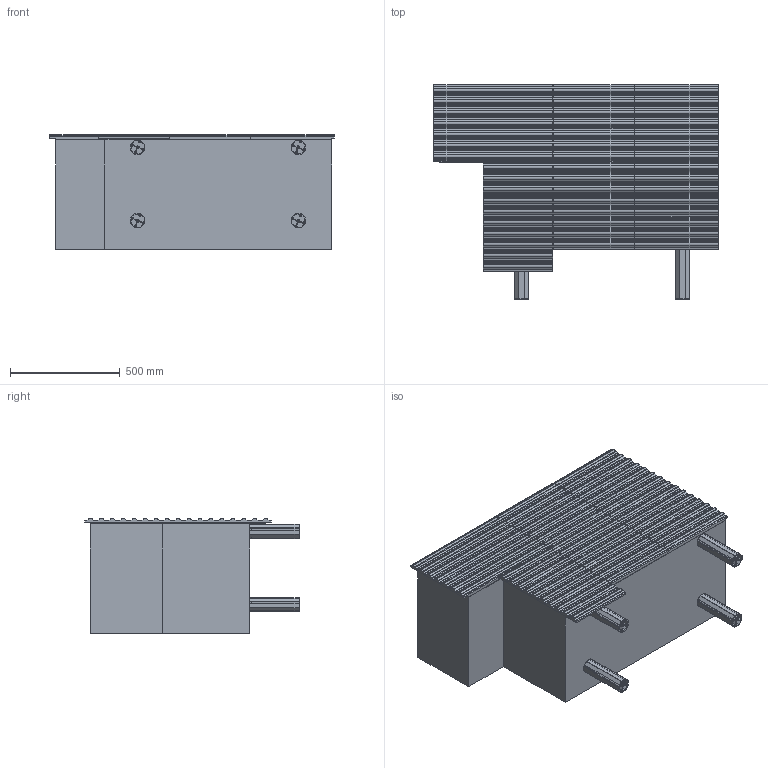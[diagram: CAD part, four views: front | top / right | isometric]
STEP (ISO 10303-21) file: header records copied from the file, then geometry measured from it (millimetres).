
FILE_DESCRIPTION (( 'STEP AP203' ), '1' );
FILE_NAME ('SHANTY SMALL CABINET.STEP', '2021-10-26T08:55:23', ( '' ), ( '' ), 'SwSTEP 2.0', 'SolidWorks 2021', '' );
FILE_SCHEMA (( 'CONFIG_CONTROL_DESIGN' ));
Length unit declared in the file: millimetre
Products named in the file (6): MI-408-03-02-F160614-Puerta C1; MI-408-03-01-F160614-Puerta AB; MI-408-05-02-F290714-PATA BAJA; Pieza1^SHANTY SMALL CABINET; MI-408-03-09-F020914-Puerta C2 con voladizo; SHANTY SMALL CABINET
Assembly tree (8 placements, depth 2):
  SHANTY SMALL CABINET
    MI-408-03-02-F160614-Puerta C1
    MI-408-03-09-F020914-Puerta C2 con voladizo
    MI-408-03-01-F160614-Puerta AB
    MI-408-05-02-F290714-PATA BAJA  x4
    Pieza1^SHANTY SMALL CABINET
Bounding box: 1297.25 x 977 x 524.2 mm (x, y, z)
Volume: 431821045.3 mm3; surface area: 6272793.4 mm2
Topology: 8 solids, 8 shells, 856 faces, 2388 edges, 1587 vertices
Faces by surface type: cylinder 561, plane 293, sphere 2
Entity records: 22272 total; most frequent: DIRECTION 4067, CARTESIAN_POINT 3755, ORIENTED_EDGE 3656, EDGE_CURVE 1828, AXIS2_PLACEMENT_3D 1577, VERTEX_POINT 1215, VECTOR 913, LINE 913
